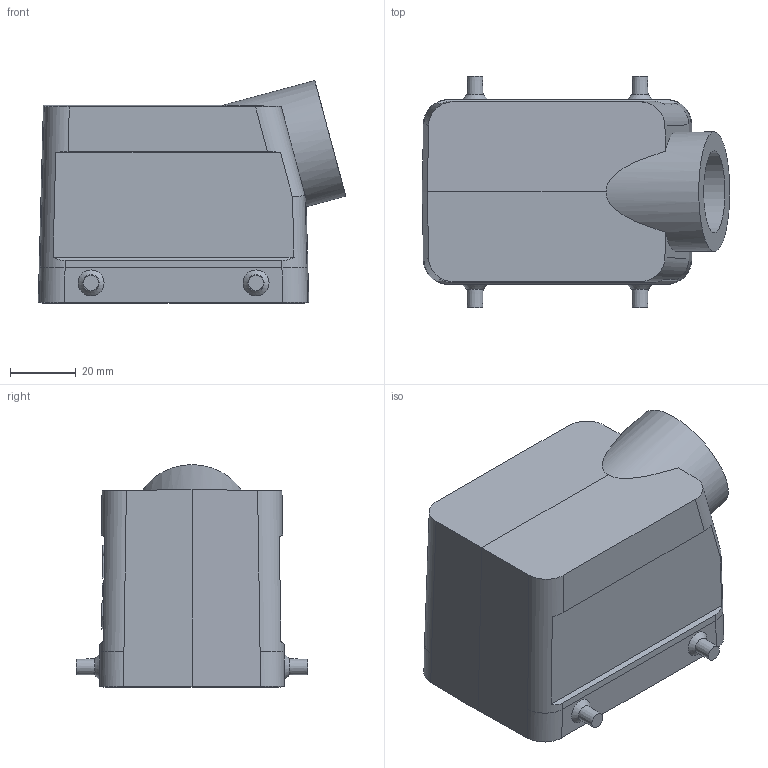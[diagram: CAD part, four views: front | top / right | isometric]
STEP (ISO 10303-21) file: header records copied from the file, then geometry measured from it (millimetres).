
FILE_DESCRIPTION(/* description */ (''),/* implementation_level */ '2;1');
FILE_NAME(/* name */ '100094843ugm000_e.stp',/* time_stamp */ '2019-07-08T07:51:46+02:00',/* author */ (''),/* organization */ (''),/* preprocessor_version */ 'ST-DEVELOPER v16.7',/* originating_system */ 'SIEMENS PLM Software NX 12.0',/* authorisation */ '');
FILE_SCHEMA (('AUTOMOTIVE_DESIGN { 1 0 10303 214 3 1 1 1 }'));
Length unit declared in the file: millimetre
Products named in the file (1): 100094843ugm000_e
Bounding box: 93.18 x 70.2 x 67.51 mm (x, y, z)
Volume: 72521.7 mm3; surface area: 41588.6 mm2
Topology: 1 solids, 1 shells, 247 faces, 670 edges, 447 vertices
Faces by surface type: plane 159, cylinder 48, bspline 24, cone 16
Full cylindrical faces by diameter (mm): 3 x8, 21 x1, 25 x1, 36.25 x1
Entity records: 9011 total; most frequent: CARTESIAN_POINT 2355, ORIENTED_EDGE 1238, DIRECTION 1132, EDGE_CURVE 619, VERTEX_POINT 432, LINE 426, VECTOR 426, AXIS2_PLACEMENT_3D 353
